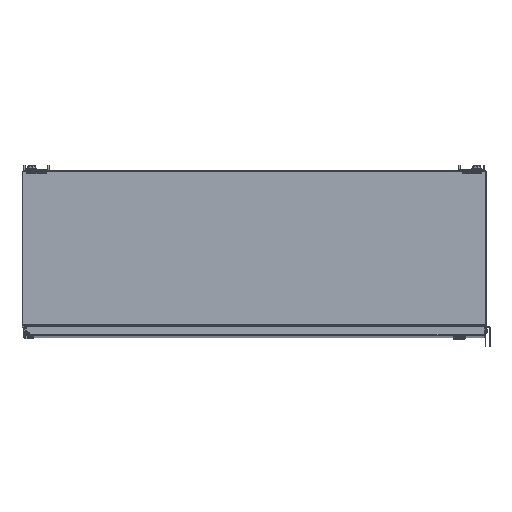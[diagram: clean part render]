
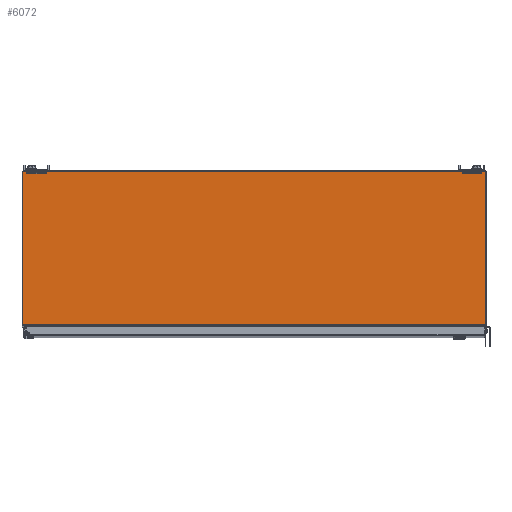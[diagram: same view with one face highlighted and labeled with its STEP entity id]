
A CAD part, top view. The second image highlights one B-rep face of the part: STEP entity #6072.
In plain terms, the highlighted planar face has unit normal (0, 0, 1).
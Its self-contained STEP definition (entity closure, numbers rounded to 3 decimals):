
#6072 = ADVANCED_FACE( '', ( #13841 ), #13842, .T. );
#13841 = FACE_OUTER_BOUND( '', #32515, .T. );
#13842 = PLANE( '', #32516 );
#32515 = EDGE_LOOP( '', ( #72100, #72101, #72102, #72103 ) );
#32516 = AXIS2_PLACEMENT_3D( '', #72104, #72105, #72106 );
#72100 = ORIENTED_EDGE( '', *, *, #96191, .T. );
#72101 = ORIENTED_EDGE( '', *, *, #100181, .T. );
#72102 = ORIENTED_EDGE( '', *, *, #100182, .T. );
#72103 = ORIENTED_EDGE( '', *, *, #97699, .T. );
#72104 = CARTESIAN_POINT( '', ( 0., 0., 0. ) );
#72105 = DIRECTION( '', ( 0., 0., 1. ) );
#72106 = DIRECTION( '', ( 1., 0., 0. ) );
#96191 = EDGE_CURVE( '', #106704, #106702, #106705, .T. );
#97699 = EDGE_CURVE( '', #109342, #106704, #109343, .T. );
#100181 = EDGE_CURVE( '', #106702, #113500, #113501, .T. );
#100182 = EDGE_CURVE( '', #113500, #109342, #113502, .T. );
#106702 = VERTEX_POINT( '', #122499 );
#106704 = VERTEX_POINT( '', #122501 );
#106705 = LINE( '', #122502, #122503 );
#109342 = VERTEX_POINT( '', #129048 );
#109343 = LINE( '', #129049, #129050 );
#113500 = VERTEX_POINT( '', #141325 );
#113501 = LINE( '', #141326, #141327 );
#113502 = LINE( '', #141328, #141329 );
#122499 = CARTESIAN_POINT( '', ( -455.676, -149.301, 0. ) );
#122501 = CARTESIAN_POINT( '', ( -455.676, 151.638, 0. ) );
#122502 = CARTESIAN_POINT( '', ( -455.676, 151.638, 0. ) );
#122503 = VECTOR( '', #160497, 1000. );
#129048 = CARTESIAN_POINT( '', ( 455.676, 151.638, 0. ) );
#129049 = CARTESIAN_POINT( '', ( 455.676, 151.638, 0. ) );
#129050 = VECTOR( '', #161581, 1000. );
#141325 = CARTESIAN_POINT( '', ( 455.676, -149.301, 0. ) );
#141326 = CARTESIAN_POINT( '', ( -455.676, -149.301, 0. ) );
#141327 = VECTOR( '', #162954, 1000. );
#141328 = CARTESIAN_POINT( '', ( 455.676, -151.638, 0. ) );
#141329 = VECTOR( '', #162955, 1000. );
#160497 = DIRECTION( '', ( 0., -1., 0. ) );
#161581 = DIRECTION( '', ( -1., 0., 0. ) );
#162954 = DIRECTION( '', ( 1., 0., 0. ) );
#162955 = DIRECTION( '', ( 0., 1., 0. ) );
